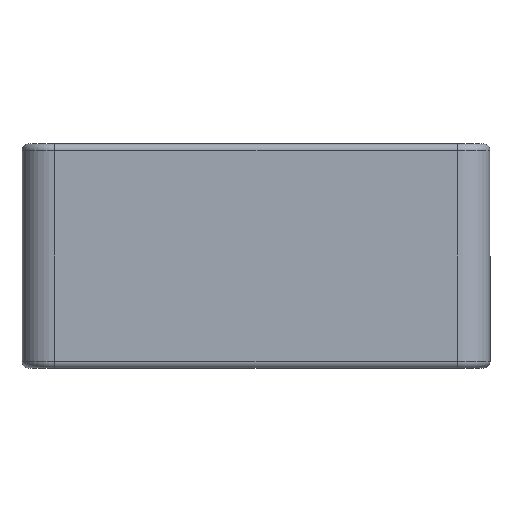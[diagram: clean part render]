
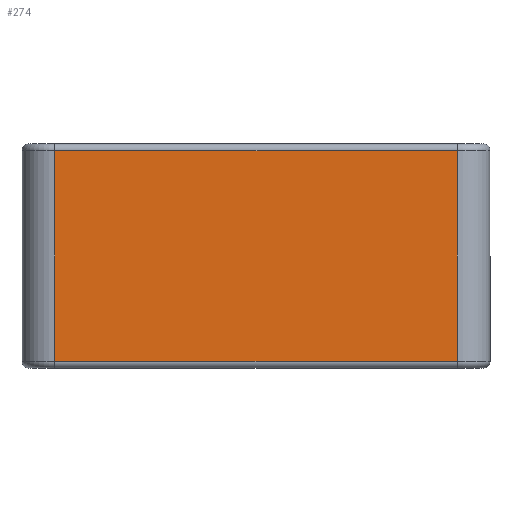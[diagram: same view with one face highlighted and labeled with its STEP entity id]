
A CAD part, front view. The second image highlights one B-rep face of the part: STEP entity #274.
In plain terms, the highlighted planar face has unit normal (0, -1, 0).
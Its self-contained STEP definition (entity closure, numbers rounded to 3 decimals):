
#21 = CARTESIAN_POINT ( 'NONE',  ( 0., 0., -16. ) ) ;
#25 = EDGE_CURVE ( 'NONE', #63, #121, #693, .T. ) ;
#63 = VERTEX_POINT ( 'NONE', #452 ) ;
#72 = ORIENTED_EDGE ( 'NONE', *, *, #25, .T. ) ;
#95 = VECTOR ( 'NONE', #679, 1000. ) ;
#100 = ORIENTED_EDGE ( 'NONE', *, *, #520, .T. ) ;
#106 = DIRECTION ( 'NONE',  ( 0., 0., 1. ) ) ;
#121 = VERTEX_POINT ( 'NONE', #771 ) ;
#171 = LINE ( 'NONE', #441, #95 ) ;
#172 = DIRECTION ( 'NONE',  ( 0., 1., 0. ) ) ;
#182 = AXIS2_PLACEMENT_3D ( 'NONE', #476, #172, #106 ) ;
#190 = LINE ( 'NONE', #644, #368 ) ;
#193 = EDGE_CURVE ( 'NONE', #254, #63, #190, .T. ) ;
#198 = DIRECTION ( 'NONE',  ( 1., 0., 0. ) ) ;
#254 = VERTEX_POINT ( 'NONE', #661 ) ;
#274 = ADVANCED_FACE ( 'NONE', ( #682 ), #539, .F. ) ;
#291 = LINE ( 'NONE', #21, #481 ) ;
#368 = VECTOR ( 'NONE', #471, 1000. ) ;
#441 = CARTESIAN_POINT ( 'NONE',  ( -30.5, 0., 0. ) ) ;
#452 = CARTESIAN_POINT ( 'NONE',  ( 30.5, 0., 16. ) ) ;
#471 = DIRECTION ( 'NONE',  ( 0., 0., 1. ) ) ;
#476 = CARTESIAN_POINT ( 'NONE',  ( 0., 0., 0. ) ) ;
#481 = VECTOR ( 'NONE', #198, 1000. ) ;
#486 = EDGE_CURVE ( 'NONE', #777, #254, #291, .T. ) ;
#520 = EDGE_CURVE ( 'NONE', #121, #777, #171, .T. ) ;
#539 = PLANE ( 'NONE',  #182 ) ;
#549 = EDGE_LOOP ( 'NONE', ( #100, #746, #745, #72 ) ) ;
#582 = DIRECTION ( 'NONE',  ( -1., 0., 0. ) ) ;
#597 = CARTESIAN_POINT ( 'NONE',  ( -30.5, 0., -16. ) ) ;
#644 = CARTESIAN_POINT ( 'NONE',  ( 30.5, 0., 0. ) ) ;
#661 = CARTESIAN_POINT ( 'NONE',  ( 30.5, 0., -16. ) ) ;
#664 = VECTOR ( 'NONE', #582, 1000. ) ;
#679 = DIRECTION ( 'NONE',  ( 0., 0., -1. ) ) ;
#682 = FACE_OUTER_BOUND ( 'NONE', #549, .T. ) ;
#693 = LINE ( 'NONE', #750, #664 ) ;
#745 = ORIENTED_EDGE ( 'NONE', *, *, #193, .T. ) ;
#746 = ORIENTED_EDGE ( 'NONE', *, *, #486, .T. ) ;
#750 = CARTESIAN_POINT ( 'NONE',  ( 0., 0., 16. ) ) ;
#771 = CARTESIAN_POINT ( 'NONE',  ( -30.5, 0., 16. ) ) ;
#777 = VERTEX_POINT ( 'NONE', #597 ) ;
